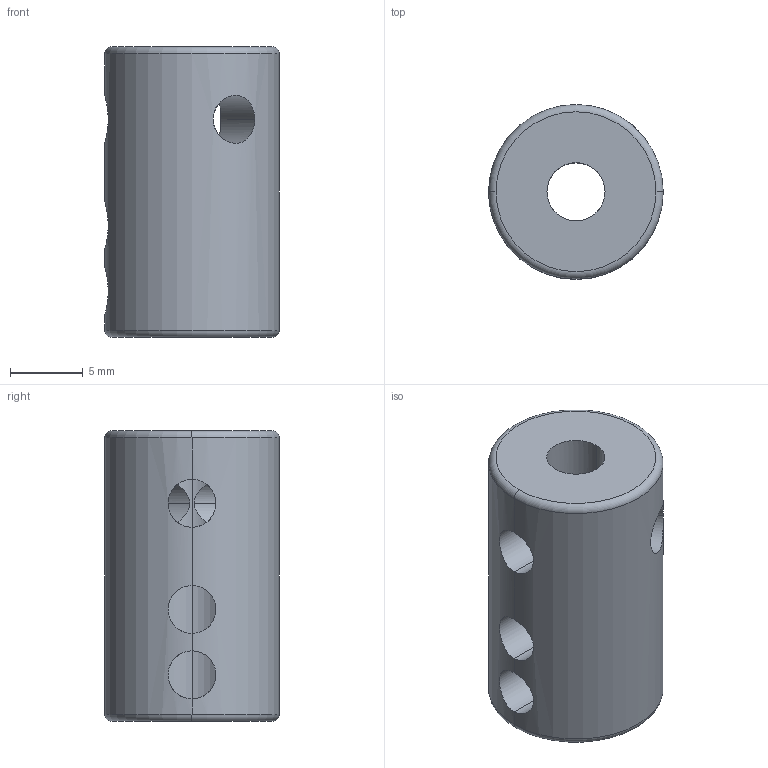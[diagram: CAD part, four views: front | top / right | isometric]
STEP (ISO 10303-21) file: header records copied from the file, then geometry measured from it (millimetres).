
FILE_DESCRIPTION (( 'STEP AP214' ), '1' );
FILE_NAME ('Accouplement.STEP', '2020-08-21T13:25:48', ( '' ), ( '' ), 'SwSTEP 2.0', 'SolidWorks 2017', '' );
FILE_SCHEMA (( 'AUTOMOTIVE_DESIGN' ));
Length unit declared in the file: millimetre
Products named in the file (1): Accouplement
Bounding box: 12 x 12 x 20 mm (x, y, z)
Volume: 1768.6 mm3; surface area: 1341 mm2
Topology: 1 solids, 1 shells, 23 faces, 62 edges, 36 vertices
Faces by surface type: cylinder 16, torus 4, plane 3
Entity records: 1258 total; most frequent: CARTESIAN_POINT 654, ORIENTED_EDGE 124, DIRECTION 110, EDGE_CURVE 62, AXIS2_PLACEMENT_3D 44, VERTEX_POINT 36, EDGE_LOOP 30, ADVANCED_FACE 23
